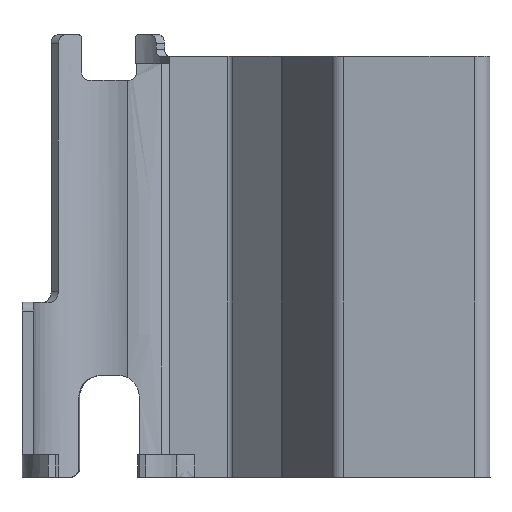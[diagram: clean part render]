
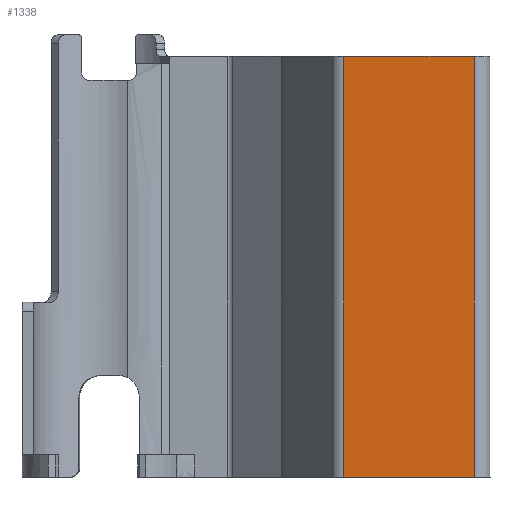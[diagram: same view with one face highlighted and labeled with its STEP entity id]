
A CAD part, front view. The second image highlights one B-rep face of the part: STEP entity #1338.
In plain terms, the highlighted planar face has unit normal (-0.087, -0.996, 0).
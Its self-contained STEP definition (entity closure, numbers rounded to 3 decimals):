
#76=PLANE('',#1439);
#119=FACE_OUTER_BOUND('',#191,.T.);
#191=EDGE_LOOP('',(#977,#978,#979,#980));
#281=LINE('',#2346,#382);
#282=LINE('',#2348,#383);
#283=LINE('',#2350,#384);
#284=LINE('',#2351,#385);
#382=VECTOR('',#1618,10.);
#383=VECTOR('',#1619,10.);
#384=VECTOR('',#1620,10.);
#385=VECTOR('',#1621,10.);
#585=VERTEX_POINT('',#2344);
#586=VERTEX_POINT('',#2345);
#587=VERTEX_POINT('',#2347);
#588=VERTEX_POINT('',#2349);
#740=EDGE_CURVE('',#585,#586,#281,.T.);
#741=EDGE_CURVE('',#585,#587,#282,.T.);
#742=EDGE_CURVE('',#587,#588,#283,.T.);
#743=EDGE_CURVE('',#588,#586,#284,.T.);
#977=ORIENTED_EDGE('',*,*,#740,.F.);
#978=ORIENTED_EDGE('',*,*,#741,.T.);
#979=ORIENTED_EDGE('',*,*,#742,.T.);
#980=ORIENTED_EDGE('',*,*,#743,.T.);
#1338=ADVANCED_FACE('',(#119),#76,.T.);
#1439=AXIS2_PLACEMENT_3D('',#2343,#1616,#1617);
#1616=DIRECTION('center_axis',(-0.087,-0.996,0.));
#1617=DIRECTION('ref_axis',(0.,0.,-1.));
#1618=DIRECTION('',(0.996,-0.087,0.));
#1619=DIRECTION('',(0.,0.,-1.));
#1620=DIRECTION('',(0.996,-0.087,0.));
#1621=DIRECTION('',(0.,0.,1.));
#2343=CARTESIAN_POINT('Origin',(85.975,-24.498,137.302));
#2344=CARTESIAN_POINT('',(66.082,-22.758,187.302));
#2345=CARTESIAN_POINT('',(101.934,-25.895,187.302));
#2346=CARTESIAN_POINT('',(69.899,-23.092,187.302));
#2347=CARTESIAN_POINT('',(66.082,-22.758,71.784));
#2348=CARTESIAN_POINT('',(66.082,-22.758,107.302));
#2349=CARTESIAN_POINT('',(101.934,-25.895,71.784));
#2350=CARTESIAN_POINT('',(66.082,-22.758,71.784));
#2351=CARTESIAN_POINT('',(101.934,-25.895,137.302));
